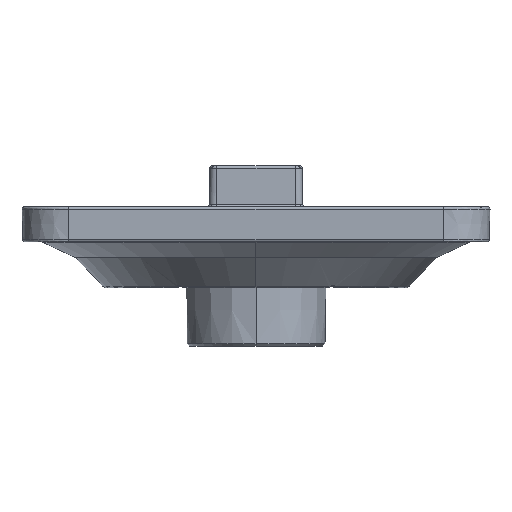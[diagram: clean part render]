
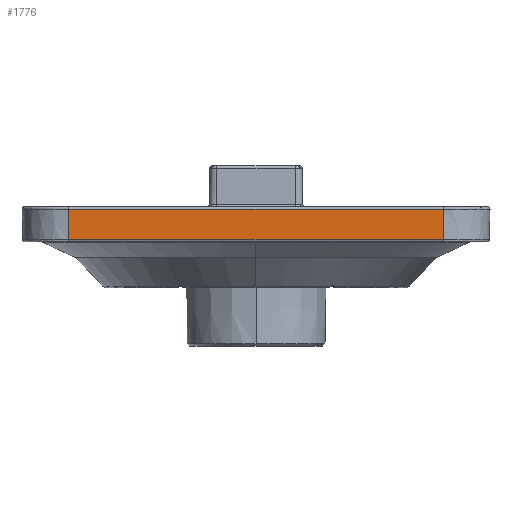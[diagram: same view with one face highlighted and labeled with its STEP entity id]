
A CAD part, left-side view. The second image highlights one B-rep face of the part: STEP entity #1776.
In plain terms, the highlighted planar face has unit normal (-1, 0, -0.018).
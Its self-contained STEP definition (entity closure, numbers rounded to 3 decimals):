
#153 = CARTESIAN_POINT ( 'NONE',  ( -19.951, -16., 0.197 ) ) ;
#263 = AXIS2_PLACEMENT_3D ( 'NONE', #3851, #3784, #3774 ) ;
#414 = DIRECTION ( 'NONE',  ( 0.017, 0., -1. ) ) ;
#605 = CARTESIAN_POINT ( 'NONE',  ( -8730.025, -16., 499000. ) ) ;
#641 = VERTEX_POINT ( 'NONE', #883 ) ;
#825 = CARTESIAN_POINT ( 'NONE',  ( -19.951, 0., 0.197 ) ) ;
#883 = CARTESIAN_POINT ( 'NONE',  ( -19.996, -16., 2.797 ) ) ;
#888 = LINE ( 'NONE', #825, #6389 ) ;
#975 = DIRECTION ( 'NONE',  ( 0., -1., 0. ) ) ;
#1475 = VECTOR ( 'NONE', #3688, 1000. ) ;
#1776 = ADVANCED_FACE ( 'NONE', ( #5441 ), #3792, .T. ) ;
#1982 = VERTEX_POINT ( 'NONE', #153 ) ;
#2151 = LINE ( 'NONE', #3668, #1475 ) ;
#2824 = DIRECTION ( 'NONE',  ( 0.017, 0., -1. ) ) ;
#2830 = EDGE_CURVE ( 'NONE', #4051, #641, #2151, .T. ) ;
#2834 = CARTESIAN_POINT ( 'NONE',  ( -20., 16., 3. ) ) ;
#3666 = EDGE_LOOP ( 'NONE', ( #4101, #5165, #5214, #5726 ) ) ;
#3668 = CARTESIAN_POINT ( 'NONE',  ( -19.996, 0., 2.797 ) ) ;
#3688 = DIRECTION ( 'NONE',  ( 0., -1., 0. ) ) ;
#3774 = DIRECTION ( 'NONE',  ( -0.017, 0., 1. ) ) ;
#3784 = DIRECTION ( 'NONE',  ( -1., 0., -0.017 ) ) ;
#3792 = PLANE ( 'NONE',  #263 ) ;
#3851 = CARTESIAN_POINT ( 'NONE',  ( -20., 0., 3. ) ) ;
#4051 = VERTEX_POINT ( 'NONE', #5099 ) ;
#4101 = ORIENTED_EDGE ( 'NONE', *, *, #5668, .F. ) ;
#4379 = VERTEX_POINT ( 'NONE', #6037 ) ;
#4635 = VECTOR ( 'NONE', #414, 1000. ) ;
#4643 = LINE ( 'NONE', #2834, #5339 ) ;
#4952 = EDGE_CURVE ( 'NONE', #4051, #4379, #4643, .T. ) ;
#5099 = CARTESIAN_POINT ( 'NONE',  ( -19.996, 16., 2.797 ) ) ;
#5165 = ORIENTED_EDGE ( 'NONE', *, *, #2830, .F. ) ;
#5214 = ORIENTED_EDGE ( 'NONE', *, *, #4952, .T. ) ;
#5339 = VECTOR ( 'NONE', #2824, 1000. ) ;
#5441 = FACE_OUTER_BOUND ( 'NONE', #3666, .T. ) ;
#5624 = EDGE_CURVE ( 'NONE', #4379, #1982, #888, .T. ) ;
#5668 = EDGE_CURVE ( 'NONE', #641, #1982, #6869, .T. ) ;
#5726 = ORIENTED_EDGE ( 'NONE', *, *, #5624, .T. ) ;
#6037 = CARTESIAN_POINT ( 'NONE',  ( -19.951, 16., 0.197 ) ) ;
#6389 = VECTOR ( 'NONE', #975, 1000. ) ;
#6869 = LINE ( 'NONE', #605, #4635 ) ;
